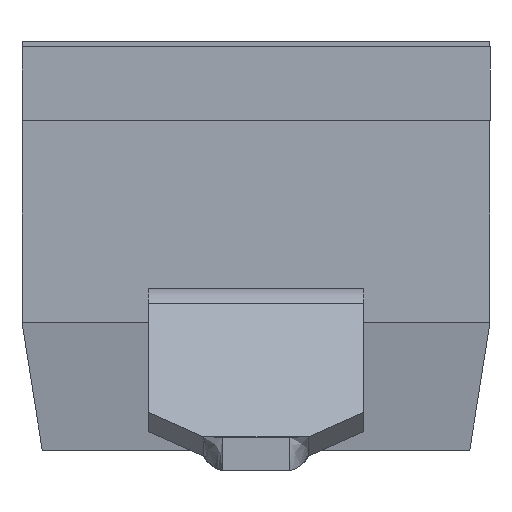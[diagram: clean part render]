
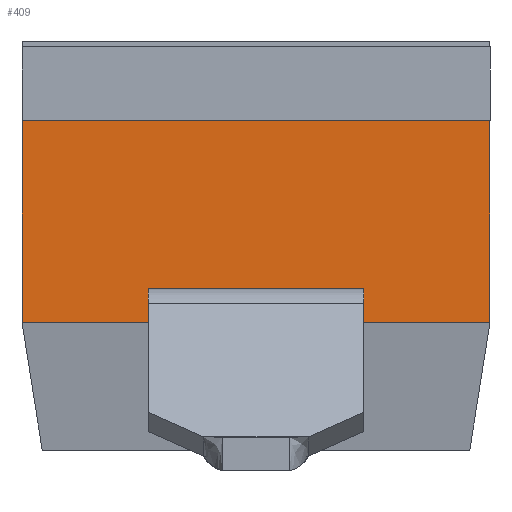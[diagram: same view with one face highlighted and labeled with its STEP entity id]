
A CAD part, front view. The second image highlights one B-rep face of the part: STEP entity #409.
In plain terms, the highlighted planar face has unit normal (0, -1, 0).
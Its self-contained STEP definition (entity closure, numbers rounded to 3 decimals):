
#409 = ADVANCED_FACE( '', ( #917 ), #918, .F. );
#917 = FACE_OUTER_BOUND( '', #1619, .T. );
#918 = PLANE( '', #1620 );
#1619 = EDGE_LOOP( '', ( #2444, #2445, #2446, #2447, #2448, #2449, #2450, #2451 ) );
#1620 = AXIS2_PLACEMENT_3D( '', #2452, #2453, #2454 );
#2444 = ORIENTED_EDGE( '', *, *, #4388, .T. );
#2445 = ORIENTED_EDGE( '', *, *, #4394, .T. );
#2446 = ORIENTED_EDGE( '', *, *, #4395, .T. );
#2447 = ORIENTED_EDGE( '', *, *, #4396, .F. );
#2448 = ORIENTED_EDGE( '', *, *, #4397, .F. );
#2449 = ORIENTED_EDGE( '', *, *, #4398, .T. );
#2450 = ORIENTED_EDGE( '', *, *, #4399, .T. );
#2451 = ORIENTED_EDGE( '', *, *, #4400, .F. );
#2452 = CARTESIAN_POINT( '', ( -1.74, -3.1, 1.5 ) );
#2453 = DIRECTION( '', ( 0., 1., 0. ) );
#2454 = DIRECTION( '', ( 0., 0., 1. ) );
#4388 = EDGE_CURVE( '', #5221, #5219, #5222, .T. );
#4394 = EDGE_CURVE( '', #5219, #5231, #5232, .T. );
#4395 = EDGE_CURVE( '', #5231, #5233, #5234, .T. );
#4396 = EDGE_CURVE( '', #5235, #5233, #5236, .T. );
#4397 = EDGE_CURVE( '', #5237, #5235, #5238, .T. );
#4398 = EDGE_CURVE( '', #5237, #5239, #5240, .T. );
#4399 = EDGE_CURVE( '', #5239, #5241, #5242, .T. );
#4400 = EDGE_CURVE( '', #5221, #5241, #5243, .T. );
#5219 = VERTEX_POINT( '', #6414 );
#5221 = VERTEX_POINT( '', #6417 );
#5222 = LINE( '', #6418, #6419 );
#5231 = VERTEX_POINT( '', #6432 );
#5232 = LINE( '', #6433, #6434 );
#5233 = VERTEX_POINT( '', #6435 );
#5234 = LINE( '', #6436, #6437 );
#5235 = VERTEX_POINT( '', #6438 );
#5236 = LINE( '', #6439, #6440 );
#5237 = VERTEX_POINT( '', #6441 );
#5238 = LINE( '', #6442, #6443 );
#5239 = VERTEX_POINT( '', #6444 );
#5240 = LINE( '', #6445, #6446 );
#5241 = VERTEX_POINT( '', #6447 );
#5242 = LINE( '', #6448, #6449 );
#5243 = LINE( '', #6450, #6451 );
#6414 = CARTESIAN_POINT( '', ( 0.8, -3.1, 0.25 ) );
#6417 = CARTESIAN_POINT( '', ( -0.8, -3.1, 0.25 ) );
#6418 = CARTESIAN_POINT( '', ( -0.65, -3.1, 0.25 ) );
#6419 = VECTOR( '', #8045, 1000. );
#6432 = CARTESIAN_POINT( '', ( 0.8, -3.1, 0. ) );
#6433 = CARTESIAN_POINT( '', ( 0.8, -3.1, 0.25 ) );
#6434 = VECTOR( '', #8050, 1000. );
#6435 = CARTESIAN_POINT( '', ( 1.74, -3.1, 0. ) );
#6436 = CARTESIAN_POINT( '', ( -1.74, -3.1, 0. ) );
#6437 = VECTOR( '', #8051, 1000. );
#6438 = CARTESIAN_POINT( '', ( 1.74, -3.1, 1.5 ) );
#6439 = CARTESIAN_POINT( '', ( 1.74, -3.1, 1.5 ) );
#6440 = VECTOR( '', #8052, 1000. );
#6441 = CARTESIAN_POINT( '', ( -1.74, -3.1, 1.5 ) );
#6442 = CARTESIAN_POINT( '', ( -1.74, -3.1, 1.5 ) );
#6443 = VECTOR( '', #8053, 1000. );
#6444 = CARTESIAN_POINT( '', ( -1.74, -3.1, 0. ) );
#6445 = CARTESIAN_POINT( '', ( -1.74, -3.1, 1.5 ) );
#6446 = VECTOR( '', #8054, 1000. );
#6447 = CARTESIAN_POINT( '', ( -0.8, -3.1, 0. ) );
#6448 = CARTESIAN_POINT( '', ( -1.74, -3.1, 0. ) );
#6449 = VECTOR( '', #8055, 1000. );
#6450 = CARTESIAN_POINT( '', ( -0.8, -3.1, 0.25 ) );
#6451 = VECTOR( '', #8056, 1000. );
#8045 = DIRECTION( '', ( 1., 0., 0. ) );
#8050 = DIRECTION( '', ( 0., 0., -1. ) );
#8051 = DIRECTION( '', ( 1., 0., 0. ) );
#8052 = DIRECTION( '', ( 0., 0., -1. ) );
#8053 = DIRECTION( '', ( 1., 0., 0. ) );
#8054 = DIRECTION( '', ( 0., 0., -1. ) );
#8055 = DIRECTION( '', ( 1., 0., 0. ) );
#8056 = DIRECTION( '', ( 0., 0., -1. ) );
